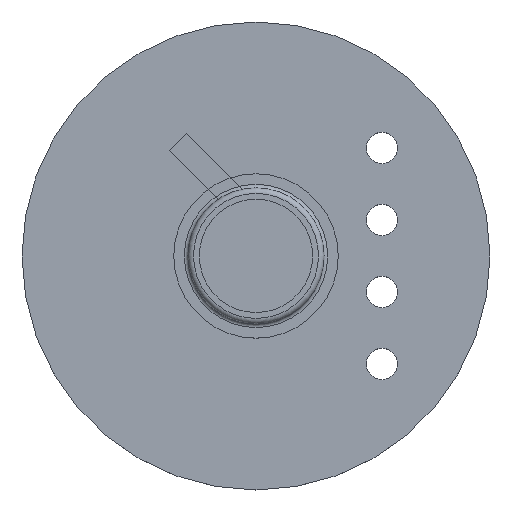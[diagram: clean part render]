
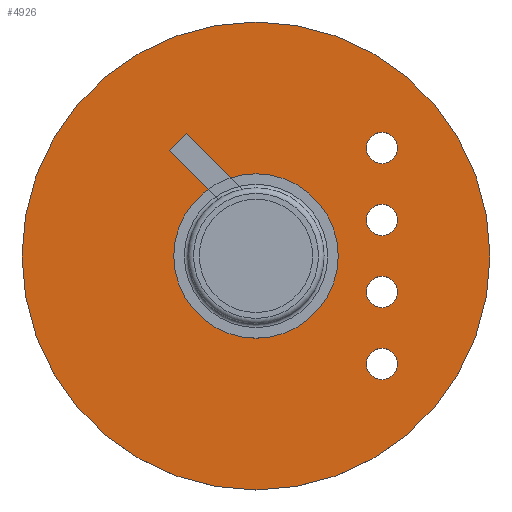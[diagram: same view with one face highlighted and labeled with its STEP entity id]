
A CAD part, top view. The second image highlights one B-rep face of the part: STEP entity #4926.
In plain terms, the highlighted planar face has unit normal (0, 0, 1).
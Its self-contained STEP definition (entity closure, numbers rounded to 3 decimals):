
#361=FACE_BOUND('',#823,.T.);
#362=FACE_BOUND('',#824,.T.);
#363=FACE_BOUND('',#825,.T.);
#364=FACE_BOUND('',#826,.T.);
#365=FACE_BOUND('',#827,.T.);
#366=FACE_BOUND('',#828,.T.);
#377=PLANE('',#5420);
#544=FACE_OUTER_BOUND('',#822,.T.);
#822=EDGE_LOOP('',(#3490,#3491));
#823=EDGE_LOOP('',(#3492,#3493));
#824=EDGE_LOOP('',(#3494,#3495));
#825=EDGE_LOOP('',(#3496,#3497));
#826=EDGE_LOOP('',(#3498,#3499));
#827=EDGE_LOOP('',(#3500,#3501));
#828=EDGE_LOOP('',(#3502,#3503));
#2070=CIRCLE('',#5386,8.255);
#2071=CIRCLE('',#5387,8.255);
#2073=CIRCLE('',#5390,0.55);
#2076=CIRCLE('',#5393,0.55);
#2077=CIRCLE('',#5395,0.275);
#2080=CIRCLE('',#5398,0.275);
#2081=CIRCLE('',#5400,0.275);
#2084=CIRCLE('',#5403,0.275);
#2085=CIRCLE('',#5405,0.55);
#2088=CIRCLE('',#5408,0.55);
#2089=CIRCLE('',#5410,0.55);
#2092=CIRCLE('',#5413,0.55);
#2093=CIRCLE('',#5415,0.55);
#2096=CIRCLE('',#5418,0.55);
#2269=VERTEX_POINT('',#7504);
#2270=VERTEX_POINT('',#7506);
#2271=VERTEX_POINT('',#7511);
#2272=VERTEX_POINT('',#7512);
#2275=VERTEX_POINT('',#7521);
#2276=VERTEX_POINT('',#7522);
#2279=VERTEX_POINT('',#7531);
#2280=VERTEX_POINT('',#7532);
#2283=VERTEX_POINT('',#7541);
#2284=VERTEX_POINT('',#7542);
#2287=VERTEX_POINT('',#7551);
#2288=VERTEX_POINT('',#7552);
#2291=VERTEX_POINT('',#7561);
#2292=VERTEX_POINT('',#7562);
#2735=EDGE_CURVE('',#2270,#2269,#2070,.T.);
#2736=EDGE_CURVE('',#2269,#2270,#2071,.T.);
#2738=EDGE_CURVE('',#2271,#2272,#2073,.T.);
#2742=EDGE_CURVE('',#2272,#2271,#2076,.T.);
#2743=EDGE_CURVE('',#2275,#2276,#2077,.T.);
#2747=EDGE_CURVE('',#2276,#2275,#2080,.T.);
#2748=EDGE_CURVE('',#2279,#2280,#2081,.T.);
#2752=EDGE_CURVE('',#2280,#2279,#2084,.T.);
#2753=EDGE_CURVE('',#2283,#2284,#2085,.T.);
#2757=EDGE_CURVE('',#2284,#2283,#2088,.T.);
#2758=EDGE_CURVE('',#2287,#2288,#2089,.T.);
#2762=EDGE_CURVE('',#2288,#2287,#2092,.T.);
#2763=EDGE_CURVE('',#2291,#2292,#2093,.T.);
#2767=EDGE_CURVE('',#2292,#2291,#2096,.T.);
#3490=ORIENTED_EDGE('',*,*,#2735,.T.);
#3491=ORIENTED_EDGE('',*,*,#2736,.T.);
#3492=ORIENTED_EDGE('',*,*,#2738,.F.);
#3493=ORIENTED_EDGE('',*,*,#2742,.F.);
#3494=ORIENTED_EDGE('',*,*,#2743,.F.);
#3495=ORIENTED_EDGE('',*,*,#2747,.F.);
#3496=ORIENTED_EDGE('',*,*,#2748,.F.);
#3497=ORIENTED_EDGE('',*,*,#2752,.F.);
#3498=ORIENTED_EDGE('',*,*,#2753,.F.);
#3499=ORIENTED_EDGE('',*,*,#2757,.F.);
#3500=ORIENTED_EDGE('',*,*,#2758,.F.);
#3501=ORIENTED_EDGE('',*,*,#2762,.F.);
#3502=ORIENTED_EDGE('',*,*,#2763,.F.);
#3503=ORIENTED_EDGE('',*,*,#2767,.F.);
#4926=ADVANCED_FACE('',(#544,#361,#362,#363,#364,#365,#366),#377,.F.);
#5386=AXIS2_PLACEMENT_3D('',#7507,#5936,#5937);
#5387=AXIS2_PLACEMENT_3D('',#7508,#5938,#5939);
#5390=AXIS2_PLACEMENT_3D('',#7513,#5944,#5945);
#5393=AXIS2_PLACEMENT_3D('',#7519,#5951,#5952);
#5395=AXIS2_PLACEMENT_3D('',#7523,#5955,#5956);
#5398=AXIS2_PLACEMENT_3D('',#7529,#5962,#5963);
#5400=AXIS2_PLACEMENT_3D('',#7533,#5966,#5967);
#5403=AXIS2_PLACEMENT_3D('',#7539,#5973,#5974);
#5405=AXIS2_PLACEMENT_3D('',#7543,#5977,#5978);
#5408=AXIS2_PLACEMENT_3D('',#7549,#5984,#5985);
#5410=AXIS2_PLACEMENT_3D('',#7553,#5988,#5989);
#5413=AXIS2_PLACEMENT_3D('',#7559,#5995,#5996);
#5415=AXIS2_PLACEMENT_3D('',#7563,#5999,#6000);
#5418=AXIS2_PLACEMENT_3D('',#7569,#6006,#6007);
#5420=AXIS2_PLACEMENT_3D('',#7571,#6010,#6011);
#5936=DIRECTION('center_axis',(0.,0.,1.));
#5937=DIRECTION('ref_axis',(1.,0.,0.));
#5938=DIRECTION('center_axis',(0.,0.,1.));
#5939=DIRECTION('ref_axis',(1.,0.,0.));
#5944=DIRECTION('center_axis',(0.,0.,1.));
#5945=DIRECTION('ref_axis',(1.,0.,0.));
#5951=DIRECTION('center_axis',(0.,0.,1.));
#5952=DIRECTION('ref_axis',(1.,0.,0.));
#5955=DIRECTION('center_axis',(0.,0.,1.));
#5956=DIRECTION('ref_axis',(1.,0.,0.));
#5962=DIRECTION('center_axis',(0.,0.,1.));
#5963=DIRECTION('ref_axis',(1.,0.,0.));
#5966=DIRECTION('center_axis',(0.,0.,1.));
#5967=DIRECTION('ref_axis',(1.,0.,0.));
#5973=DIRECTION('center_axis',(0.,0.,1.));
#5974=DIRECTION('ref_axis',(1.,0.,0.));
#5977=DIRECTION('center_axis',(0.,0.,1.));
#5978=DIRECTION('ref_axis',(1.,0.,0.));
#5984=DIRECTION('center_axis',(0.,0.,1.));
#5985=DIRECTION('ref_axis',(1.,0.,0.));
#5988=DIRECTION('center_axis',(0.,0.,1.));
#5989=DIRECTION('ref_axis',(1.,0.,0.));
#5995=DIRECTION('center_axis',(0.,0.,1.));
#5996=DIRECTION('ref_axis',(1.,0.,0.));
#5999=DIRECTION('center_axis',(0.,0.,1.));
#6000=DIRECTION('ref_axis',(1.,0.,0.));
#6006=DIRECTION('center_axis',(0.,0.,1.));
#6007=DIRECTION('ref_axis',(1.,0.,0.));
#6010=DIRECTION('center_axis',(0.,0.,-1.));
#6011=DIRECTION('ref_axis',(-1.,0.,0.));
#7504=CARTESIAN_POINT('',(0.127,8.255,0.411));
#7506=CARTESIAN_POINT('',(16.637,8.255,0.411));
#7507=CARTESIAN_POINT('Origin',(8.382,8.255,0.411));
#7508=CARTESIAN_POINT('Origin',(8.382,8.255,0.411));
#7511=CARTESIAN_POINT('',(13.377,4.445,0.411));
#7512=CARTESIAN_POINT('',(12.277,4.445,0.411));
#7513=CARTESIAN_POINT('Origin',(12.827,4.445,0.411));
#7519=CARTESIAN_POINT('Origin',(12.827,4.445,0.411));
#7521=CARTESIAN_POINT('',(7.387,8.255,0.411));
#7522=CARTESIAN_POINT('',(6.837,8.255,0.411));
#7523=CARTESIAN_POINT('Origin',(7.112,8.255,0.411));
#7529=CARTESIAN_POINT('Origin',(7.112,8.255,0.411));
#7531=CARTESIAN_POINT('',(9.927,8.255,0.411));
#7532=CARTESIAN_POINT('',(9.377,8.255,0.411));
#7533=CARTESIAN_POINT('Origin',(9.652,8.255,0.411));
#7539=CARTESIAN_POINT('Origin',(9.652,8.255,0.411));
#7541=CARTESIAN_POINT('',(13.377,6.985,0.411));
#7542=CARTESIAN_POINT('',(12.277,6.985,0.411));
#7543=CARTESIAN_POINT('Origin',(12.827,6.985,0.411));
#7549=CARTESIAN_POINT('Origin',(12.827,6.985,0.411));
#7551=CARTESIAN_POINT('',(13.377,12.065,0.411));
#7552=CARTESIAN_POINT('',(12.277,12.065,0.411));
#7553=CARTESIAN_POINT('Origin',(12.827,12.065,0.411));
#7559=CARTESIAN_POINT('Origin',(12.827,12.065,0.411));
#7561=CARTESIAN_POINT('',(13.377,9.525,0.411));
#7562=CARTESIAN_POINT('',(12.277,9.525,0.411));
#7563=CARTESIAN_POINT('Origin',(12.827,9.525,0.411));
#7569=CARTESIAN_POINT('Origin',(12.827,9.525,0.411));
#7571=CARTESIAN_POINT('Origin',(16.637,8.255,0.411));
